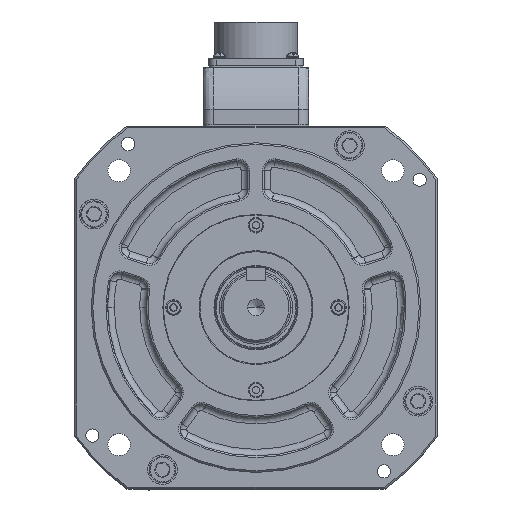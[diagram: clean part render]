
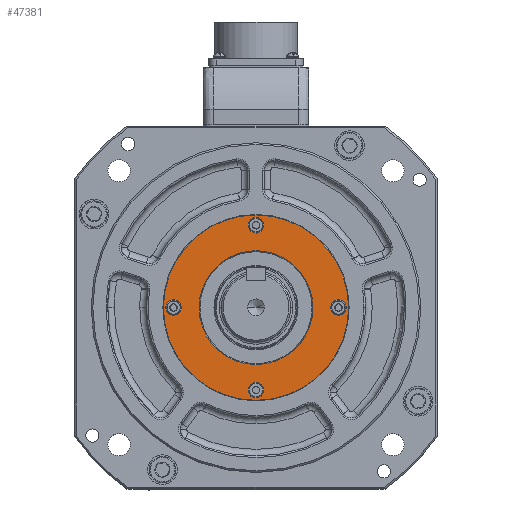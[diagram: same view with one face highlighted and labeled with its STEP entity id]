
A CAD part, top view. The second image highlights one B-rep face of the part: STEP entity #47381.
In plain terms, the highlighted planar face has unit normal (0, 0, 1).
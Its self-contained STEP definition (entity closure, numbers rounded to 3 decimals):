
#15655 = DIRECTION ( 'NONE',  ( 0., 0., 1. ) ) ;
#15671 = CARTESIAN_POINT ( 'NONE',  ( 0., 0., 26. ) ) ;
#15691 = DIRECTION ( 'NONE',  ( 1., 0., 0. ) ) ;
#15699 = DIRECTION ( 'NONE',  ( 0., 0., 1. ) ) ;
#15736 = DIRECTION ( 'NONE',  ( 1., 0., 0. ) ) ;
#15745 = CARTESIAN_POINT ( 'NONE',  ( 0., 50., 26. ) ) ;
#15975 = DIRECTION ( 'NONE',  ( 0., 0., 1. ) ) ;
#15981 = CARTESIAN_POINT ( 'NONE',  ( -50., 0., 26. ) ) ;
#15985 = DIRECTION ( 'NONE',  ( 1., 0., 0. ) ) ;
#16095 = CARTESIAN_POINT ( 'NONE',  ( -50., 0., 26. ) ) ;
#16117 = DIRECTION ( 'NONE',  ( 1., 0., 0. ) ) ;
#16124 = DIRECTION ( 'NONE',  ( 0., 0., 1. ) ) ;
#16163 = DIRECTION ( 'NONE',  ( 1., 0., 0. ) ) ;
#16170 = DIRECTION ( 'NONE',  ( 0., 0., 1. ) ) ;
#16172 = CARTESIAN_POINT ( 'NONE',  ( 50., 0., 26. ) ) ;
#16403 = DIRECTION ( 'NONE',  ( 1., 0., 0. ) ) ;
#16407 = CARTESIAN_POINT ( 'NONE',  ( 0., -50., 26. ) ) ;
#16460 = DIRECTION ( 'NONE',  ( 1., 0., 0. ) ) ;
#16484 = DIRECTION ( 'NONE',  ( 0., 0., 1. ) ) ;
#16495 = DIRECTION ( 'NONE',  ( 0., 0., 1. ) ) ;
#16506 = CARTESIAN_POINT ( 'NONE',  ( 0., -50., 26. ) ) ;
#16557 = DIRECTION ( 'NONE',  ( 1., 0., 0. ) ) ;
#16581 = DIRECTION ( 'NONE',  ( 0., 0., 1. ) ) ;
#16587 = CARTESIAN_POINT ( 'NONE',  ( 0., 0., 26. ) ) ;
#16952 = DIRECTION ( 'NONE',  ( 0., 0., 1. ) ) ;
#16956 = DIRECTION ( 'NONE',  ( 1., 0., 0. ) ) ;
#16963 = DIRECTION ( 'NONE',  ( 0., 0., 1. ) ) ;
#16964 = DIRECTION ( 'NONE',  ( 1., 0., 0. ) ) ;
#16971 = CARTESIAN_POINT ( 'NONE',  ( 0., 0., 26. ) ) ;
#16976 = CARTESIAN_POINT ( 'NONE',  ( 0., 50., 26. ) ) ;
#25591 = CARTESIAN_POINT ( 'NONE',  ( 50., 0., 26. ) ) ;
#25619 = DIRECTION ( 'NONE',  ( 0., 0., 1. ) ) ;
#25644 = DIRECTION ( 'NONE',  ( 1., 0., 0. ) ) ;
#25666 = CARTESIAN_POINT ( 'NONE',  ( 0., 0., 26. ) ) ;
#25686 = DIRECTION ( 'NONE',  ( 0., 0., 1. ) ) ;
#25695 = DIRECTION ( 'NONE',  ( 1., 0., 0. ) ) ;
#32983 = EDGE_CURVE ( 'NONE', #78053, #78097, #109301, .T. ) ;
#32990 = EDGE_CURVE ( 'NONE', #78063, #78119, #109307, .T. ) ;
#33032 = EDGE_CURVE ( 'NONE', #78061, #78010, #109338, .T. ) ;
#33043 = EDGE_CURVE ( 'NONE', #78010, #78061, #109389, .T. ) ;
#33047 = EDGE_CURVE ( 'NONE', #77940, #78078, #109415, .T. ) ;
#33091 = EDGE_CURVE ( 'NONE', #78026, #78027, #109484, .T. ) ;
#33098 = EDGE_CURVE ( 'NONE', #78027, #78026, #109497, .T. ) ;
#33123 = EDGE_CURVE ( 'NONE', #78049, #78099, #109480, .T. ) ;
#33239 = EDGE_CURVE ( 'NONE', #78097, #78053, #109667, .T. ) ;
#33244 = EDGE_CURVE ( 'NONE', #78119, #78063, #109681, .T. ) ;
#33321 = EDGE_CURVE ( 'NONE', #78078, #77940, #109689, .T. ) ;
#33323 = EDGE_CURVE ( 'NONE', #78099, #78049, #109690, .T. ) ;
#41837 = ORIENTED_EDGE ( 'NONE', *, *, #32990, .F. ) ;
#41839 = ORIENTED_EDGE ( 'NONE', *, *, #32983, .T. ) ;
#41843 = ORIENTED_EDGE ( 'NONE', *, *, #33047, .F. ) ;
#41847 = ORIENTED_EDGE ( 'NONE', *, *, #33032, .F. ) ;
#41849 = ORIENTED_EDGE ( 'NONE', *, *, #33321, .F. ) ;
#41858 = ORIENTED_EDGE ( 'NONE', *, *, #33323, .F. ) ;
#41872 = ORIENTED_EDGE ( 'NONE', *, *, #33239, .T. ) ;
#41874 = ORIENTED_EDGE ( 'NONE', *, *, #33091, .F. ) ;
#41894 = ORIENTED_EDGE ( 'NONE', *, *, #33244, .F. ) ;
#41901 = ORIENTED_EDGE ( 'NONE', *, *, #33043, .F. ) ;
#41916 = ORIENTED_EDGE ( 'NONE', *, *, #33098, .F. ) ;
#41917 = ORIENTED_EDGE ( 'NONE', *, *, #33123, .F. ) ;
#47381 = ADVANCED_FACE ( 'NONE', ( #79026, #79024, #79044, #79025, #79053, #79054 ), #79020, .F. ) ;
#63688 = CARTESIAN_POINT ( 'NONE',  ( -54.75, 0., 26. ) ) ;
#63742 = CARTESIAN_POINT ( 'NONE',  ( 45.25, 0., 26. ) ) ;
#63790 = CARTESIAN_POINT ( 'NONE',  ( -4.75, -50., 26. ) ) ;
#63796 = CARTESIAN_POINT ( 'NONE',  ( -56.2, 0., 26. ) ) ;
#63810 = CARTESIAN_POINT ( 'NONE',  ( -45.25, 0., 26. ) ) ;
#63817 = CARTESIAN_POINT ( 'NONE',  ( -34.546, 0., 26. ) ) ;
#63842 = CARTESIAN_POINT ( 'NONE',  ( 56.2, 0., 26. ) ) ;
#63844 = CARTESIAN_POINT ( 'NONE',  ( -4.75, 50., 26. ) ) ;
#63859 = CARTESIAN_POINT ( 'NONE',  ( 34.546, 0., 26. ) ) ;
#63884 = CARTESIAN_POINT ( 'NONE',  ( 54.75, 0., 26. ) ) ;
#63900 = CARTESIAN_POINT ( 'NONE',  ( 4.75, 50., 26. ) ) ;
#63903 = CARTESIAN_POINT ( 'NONE',  ( 4.75, -50., 26. ) ) ;
#77940 = VERTEX_POINT ( 'NONE', #63742 ) ;
#78010 = VERTEX_POINT ( 'NONE', #63688 ) ;
#78026 = VERTEX_POINT ( 'NONE', #63903 ) ;
#78027 = VERTEX_POINT ( 'NONE', #63790 ) ;
#78049 = VERTEX_POINT ( 'NONE', #63817 ) ;
#78053 = VERTEX_POINT ( 'NONE', #63796 ) ;
#78061 = VERTEX_POINT ( 'NONE', #63810 ) ;
#78063 = VERTEX_POINT ( 'NONE', #63844 ) ;
#78078 = VERTEX_POINT ( 'NONE', #63884 ) ;
#78097 = VERTEX_POINT ( 'NONE', #63842 ) ;
#78099 = VERTEX_POINT ( 'NONE', #63859 ) ;
#78119 = VERTEX_POINT ( 'NONE', #63900 ) ;
#79020 = PLANE ( 'NONE',  #91626 ) ;
#79024 = FACE_BOUND ( 'NONE', #98027, .T. ) ;
#79025 = FACE_BOUND ( 'NONE', #98036, .T. ) ;
#79026 = FACE_BOUND ( 'NONE', #98015, .T. ) ;
#79031 = DIRECTION ( 'NONE',  ( 0., 0., -1. ) ) ;
#79042 = CARTESIAN_POINT ( 'NONE',  ( 0., 34.546, 26. ) ) ;
#79043 = DIRECTION ( 'NONE',  ( -1., 0., 0. ) ) ;
#79044 = FACE_BOUND ( 'NONE', #98026, .T. ) ;
#79053 = FACE_BOUND ( 'NONE', #98037, .T. ) ;
#79054 = FACE_OUTER_BOUND ( 'NONE', #98055, .T. ) ;
#91626 = AXIS2_PLACEMENT_3D ( 'NONE', #79042, #79031, #79043 ) ;
#98015 = EDGE_LOOP ( 'NONE', ( #41874, #41916 ) ) ;
#98026 = EDGE_LOOP ( 'NONE', ( #41847, #41901 ) ) ;
#98027 = EDGE_LOOP ( 'NONE', ( #41849, #41843 ) ) ;
#98036 = EDGE_LOOP ( 'NONE', ( #41894, #41837 ) ) ;
#98037 = EDGE_LOOP ( 'NONE', ( #41858, #41917 ) ) ;
#98055 = EDGE_LOOP ( 'NONE', ( #41839, #41872 ) ) ;
#109301 = CIRCLE ( 'NONE', #109303, 56.2 ) ;
#109303 = AXIS2_PLACEMENT_3D ( 'NONE', #15671, #15655, #15736 ) ;
#109307 = CIRCLE ( 'NONE', #109315, 4.75 ) ;
#109315 = AXIS2_PLACEMENT_3D ( 'NONE', #15745, #15699, #15691 ) ;
#109338 = CIRCLE ( 'NONE', #109339, 4.75 ) ;
#109339 = AXIS2_PLACEMENT_3D ( 'NONE', #15981, #15975, #15985 ) ;
#109389 = CIRCLE ( 'NONE', #109407, 4.75 ) ;
#109407 = AXIS2_PLACEMENT_3D ( 'NONE', #16095, #16124, #16163 ) ;
#109415 = CIRCLE ( 'NONE', #109441, 4.75 ) ;
#109441 = AXIS2_PLACEMENT_3D ( 'NONE', #16172, #16170, #16117 ) ;
#109460 = AXIS2_PLACEMENT_3D ( 'NONE', #16587, #16581, #16557 ) ;
#109475 = AXIS2_PLACEMENT_3D ( 'NONE', #16407, #16495, #16460 ) ;
#109480 = CIRCLE ( 'NONE', #109460, 34.546 ) ;
#109484 = CIRCLE ( 'NONE', #109475, 4.75 ) ;
#109497 = CIRCLE ( 'NONE', #109500, 4.75 ) ;
#109500 = AXIS2_PLACEMENT_3D ( 'NONE', #16506, #16484, #16403 ) ;
#109654 = AXIS2_PLACEMENT_3D ( 'NONE', #16971, #16952, #16956 ) ;
#109667 = CIRCLE ( 'NONE', #109654, 56.2 ) ;
#109669 = AXIS2_PLACEMENT_3D ( 'NONE', #16976, #16963, #16964 ) ;
#109681 = CIRCLE ( 'NONE', #109669, 4.75 ) ;
#109688 = AXIS2_PLACEMENT_3D ( 'NONE', #25666, #25619, #25644 ) ;
#109689 = CIRCLE ( 'NONE', #109739, 4.75 ) ;
#109690 = CIRCLE ( 'NONE', #109688, 34.546 ) ;
#109739 = AXIS2_PLACEMENT_3D ( 'NONE', #25591, #25686, #25695 ) ;
